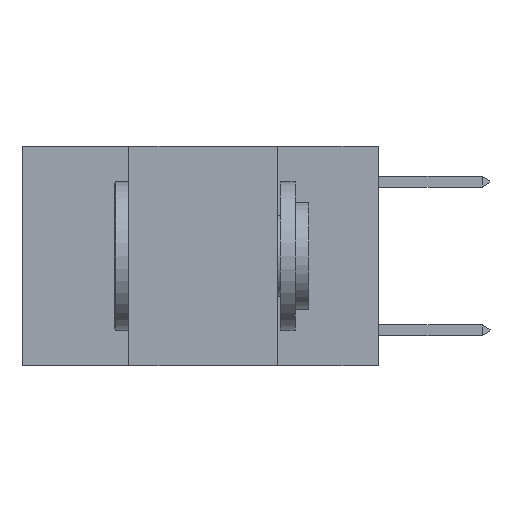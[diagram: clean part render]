
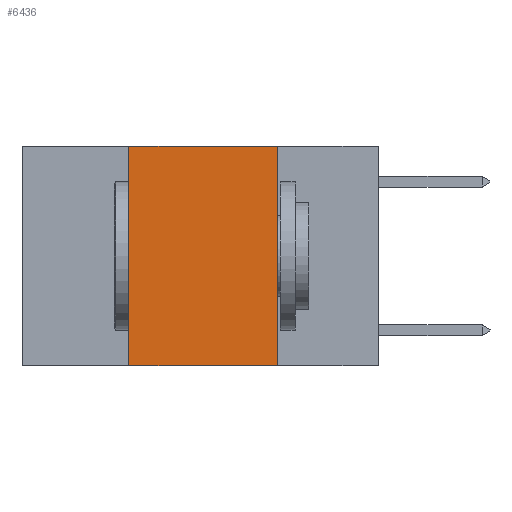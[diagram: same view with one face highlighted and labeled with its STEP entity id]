
A CAD part, left-side view. The second image highlights one B-rep face of the part: STEP entity #6436.
In plain terms, the highlighted planar face has unit normal (-1, 0, 0).
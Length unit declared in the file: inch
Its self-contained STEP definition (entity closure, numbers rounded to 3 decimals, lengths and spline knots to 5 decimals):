
#1220 = VERTEX_POINT ( 'NONE', #11690 ) ;
#1443 = LINE ( 'NONE', #6886, #11419 ) ;
#1902 = EDGE_CURVE ( 'NONE', #9441, #3133, #3785, .T. ) ;
#2161 = EDGE_LOOP ( 'NONE', ( #9857, #12323, #5045, #7619 ) ) ;
#3032 = EDGE_CURVE ( 'NONE', #6319, #1220, #10325, .T. ) ;
#3133 = VERTEX_POINT ( 'NONE', #3755 ) ;
#3262 = DIRECTION ( 'NONE',  ( 1., 0., 0. ) ) ;
#3755 = CARTESIAN_POINT ( 'NONE',  ( 0., 0.17, -0.37 ) ) ;
#3785 = LINE ( 'NONE', #11197, #10205 ) ;
#4030 = DIRECTION ( 'NONE',  ( 0., -1., 0. ) ) ;
#4132 = LINE ( 'NONE', #11436, #8945 ) ;
#5045 = ORIENTED_EDGE ( 'NONE', *, *, #3032, .F. ) ;
#6319 = VERTEX_POINT ( 'NONE', #7892 ) ;
#6428 = CARTESIAN_POINT ( 'NONE',  ( 0., 0.17, 0. ) ) ;
#6436 = ADVANCED_FACE ( 'NONE', ( #8510 ), #9039, .F. ) ;
#6886 = CARTESIAN_POINT ( 'NONE',  ( 0., 0.6, -0.37 ) ) ;
#7300 = AXIS2_PLACEMENT_3D ( 'NONE', #10870, #3262, #9980 ) ;
#7438 = EDGE_CURVE ( 'NONE', #1220, #9441, #4132, .T. ) ;
#7619 = ORIENTED_EDGE ( 'NONE', *, *, #8348, .T. ) ;
#7795 = VECTOR ( 'NONE', #9384, 39.37008 ) ;
#7892 = CARTESIAN_POINT ( 'NONE',  ( 0., 0.42, -0.37 ) ) ;
#8348 = EDGE_CURVE ( 'NONE', #6319, #3133, #1443, .T. ) ;
#8402 = CARTESIAN_POINT ( 'NONE',  ( 0., 0.42, 0. ) ) ;
#8510 = FACE_OUTER_BOUND ( 'NONE', #2161, .T. ) ;
#8945 = VECTOR ( 'NONE', #11397, 39.37008 ) ;
#9039 = PLANE ( 'NONE',  #7300 ) ;
#9384 = DIRECTION ( 'NONE',  ( 0., 0., 1. ) ) ;
#9441 = VERTEX_POINT ( 'NONE', #6428 ) ;
#9857 = ORIENTED_EDGE ( 'NONE', *, *, #1902, .F. ) ;
#9980 = DIRECTION ( 'NONE',  ( 0., 0., -1. ) ) ;
#10205 = VECTOR ( 'NONE', #11465, 39.37008 ) ;
#10325 = LINE ( 'NONE', #8402, #7795 ) ;
#10870 = CARTESIAN_POINT ( 'NONE',  ( 0., 0.6, 0. ) ) ;
#11197 = CARTESIAN_POINT ( 'NONE',  ( 0., 0.17, 0. ) ) ;
#11397 = DIRECTION ( 'NONE',  ( 0., -1., 0. ) ) ;
#11419 = VECTOR ( 'NONE', #4030, 39.37008 ) ;
#11436 = CARTESIAN_POINT ( 'NONE',  ( 0., 0.6, 0. ) ) ;
#11465 = DIRECTION ( 'NONE',  ( 0., 0., -1. ) ) ;
#11690 = CARTESIAN_POINT ( 'NONE',  ( 0., 0.42, 0. ) ) ;
#12323 = ORIENTED_EDGE ( 'NONE', *, *, #7438, .F. ) ;
